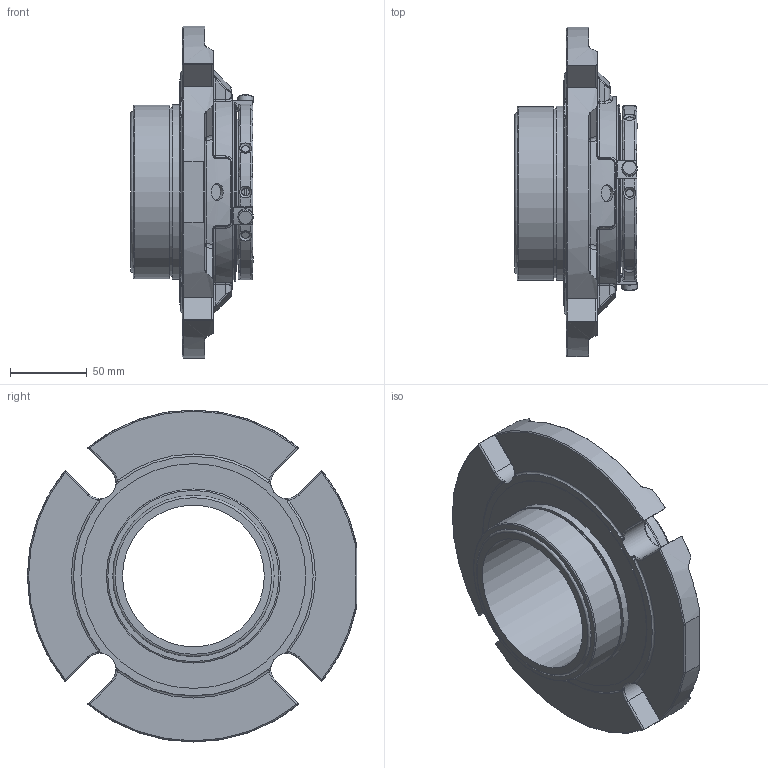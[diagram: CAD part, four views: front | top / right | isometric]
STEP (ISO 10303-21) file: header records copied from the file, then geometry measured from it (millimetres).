
FILE_DESCRIPTION(/* description */ ('Unknown'),/* implementation_level */ '2;1');
FILE_NAME(/* name */ '3.625',/* time_stamp */ '2023-02-15T16:43:06+00:00',/* author */ ('Unknown'),/* organization */ ('Unknown'),/* preprocessor_version */ 'ST-DEVELOPER v16.7',/* originating_system */ 'Solid Edge',/* authorisation */ 'Unknown');
FILE_SCHEMA (('TECHNICAL_DATA_PACKAGING','AUTOMOTIVE_DESIGN {1 0 10303 214 3 1 1}'));
Length unit declared in the file: millimetre
Products named in the file (1): 3.625
Bounding box: 79.63 x 213.82 x 215.65 mm (x, y, z)
Volume: 762665.3 mm3; surface area: 123916.5 mm2
Topology: 1 solids, 1 shells, 677 faces, 1799 edges, 1113 vertices
Faces by surface type: plane 225, cylinder 177, bspline 107, torus 92, sphere 40, cone 36
Full cylindrical faces by diameter (mm): 3.761 x1, 5 x2, 6 x3, 10 x3, 10.998 x3, 92.075 x1, 95.225 x1, 103.175 x1, 104.75 x1, 109.753 x1, 112.7 x1, 113.03 x1, 114.249 x1, 115.773 x1, 146.05 x1
Entity records: 28902 total; most frequent: CARTESIAN_POINT 8994, ORIENTED_EDGE 3366, DIRECTION 2857, EDGE_CURVE 1683, AXIS2_PLACEMENT_3D 1182, VERTEX_POINT 1071, EDGE_LOOP 766, FACE_BOUND 766
